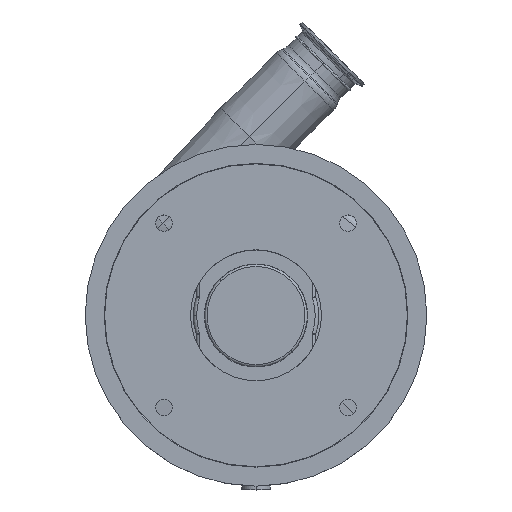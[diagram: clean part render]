
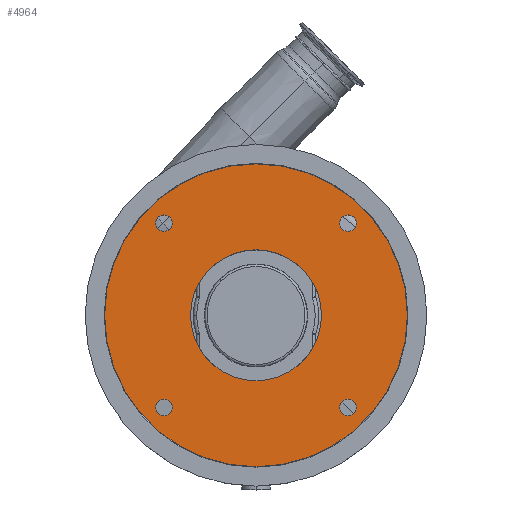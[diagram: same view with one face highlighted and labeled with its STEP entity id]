
A CAD part, top view. The second image highlights one B-rep face of the part: STEP entity #4964.
In plain terms, the highlighted planar face has unit normal (0, 0, 1).
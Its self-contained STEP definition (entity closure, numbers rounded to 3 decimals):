
#23 = EDGE_CURVE ( 'NONE', #15625, #12962, #12669, .T. ) ;
#141 = AXIS2_PLACEMENT_3D ( 'NONE', #15332, #7028, #4367 ) ;
#315 = CIRCLE ( 'NONE', #5717, 57.5 ) ;
#321 = DIRECTION ( 'NONE',  ( 0., 0., 1. ) ) ;
#364 = CARTESIAN_POINT ( 'NONE',  ( 80.822, 80.822, 189.5 ) ) ;
#423 = CIRCLE ( 'NONE', #9440, 132.95 ) ;
#519 = EDGE_CURVE ( 'NONE', #9809, #936, #8114, .T. ) ;
#670 = ORIENTED_EDGE ( 'NONE', *, *, #10365, .F. ) ;
#686 = CIRCLE ( 'NONE', #2776, 57.5 ) ;
#891 = DIRECTION ( 'NONE',  ( 1., 0., 0. ) ) ;
#921 = CIRCLE ( 'NONE', #5544, 7.25 ) ;
#936 = VERTEX_POINT ( 'NONE', #1075 ) ;
#1075 = CARTESIAN_POINT ( 'NONE',  ( 73.572, -80.822, 189.5 ) ) ;
#1412 = DIRECTION ( 'NONE',  ( 1., 0., 0. ) ) ;
#1547 = CARTESIAN_POINT ( 'NONE',  ( 80.822, 80.822, 189.5 ) ) ;
#1568 = CIRCLE ( 'NONE', #3643, 7.25 ) ;
#2273 = ORIENTED_EDGE ( 'NONE', *, *, #3279, .F. ) ;
#2309 = VERTEX_POINT ( 'NONE', #5163 ) ;
#2680 = AXIS2_PLACEMENT_3D ( 'NONE', #14374, #4979, #14453 ) ;
#2776 = AXIS2_PLACEMENT_3D ( 'NONE', #13534, #12424, #1412 ) ;
#2814 = DIRECTION ( 'NONE',  ( 1., 0., 0. ) ) ;
#2936 = FACE_BOUND ( 'NONE', #6631, .T. ) ;
#3155 = DIRECTION ( 'NONE',  ( 0., 0., 1. ) ) ;
#3161 = DIRECTION ( 'NONE',  ( 1., 0., 0. ) ) ;
#3223 = ORIENTED_EDGE ( 'NONE', *, *, #6317, .T. ) ;
#3241 = VERTEX_POINT ( 'NONE', #12948 ) ;
#3265 = CARTESIAN_POINT ( 'NONE',  ( 0., 0., 189.5 ) ) ;
#3270 = DIRECTION ( 'NONE',  ( 1., 0., 0. ) ) ;
#3279 = EDGE_CURVE ( 'NONE', #4902, #2309, #8593, .T. ) ;
#3363 = DIRECTION ( 'NONE',  ( 1., 0., 0. ) ) ;
#3386 = AXIS2_PLACEMENT_3D ( 'NONE', #7017, #3155, #891 ) ;
#3495 = ORIENTED_EDGE ( 'NONE', *, *, #14507, .F. ) ;
#3643 = AXIS2_PLACEMENT_3D ( 'NONE', #15465, #15227, #9175 ) ;
#3816 = EDGE_CURVE ( 'NONE', #2309, #4902, #1568, .T. ) ;
#4137 = CIRCLE ( 'NONE', #3386, 7.25 ) ;
#4367 = DIRECTION ( 'NONE',  ( 1., 0., 0. ) ) ;
#4462 = CARTESIAN_POINT ( 'NONE',  ( 0., 0., 189.5 ) ) ;
#4649 = CARTESIAN_POINT ( 'NONE',  ( 132.95, 0., 189.5 ) ) ;
#4757 = AXIS2_PLACEMENT_3D ( 'NONE', #3265, #9364, #11681 ) ;
#4902 = VERTEX_POINT ( 'NONE', #9500 ) ;
#4964 = ADVANCED_FACE ( 'NONE', ( #11845, #2936, #11512, #10542, #6954, #6785 ), #12800, .T. ) ;
#4979 = DIRECTION ( 'NONE',  ( 0., 0., 1. ) ) ;
#5008 = AXIS2_PLACEMENT_3D ( 'NONE', #13476, #6015, #15862 ) ;
#5081 = CARTESIAN_POINT ( 'NONE',  ( 0., 0., 189.5 ) ) ;
#5163 = CARTESIAN_POINT ( 'NONE',  ( -73.572, -80.822, 189.5 ) ) ;
#5407 = EDGE_CURVE ( 'NONE', #12962, #15625, #921, .T. ) ;
#5500 = EDGE_CURVE ( 'NONE', #3241, #9952, #5559, .T. ) ;
#5520 = EDGE_LOOP ( 'NONE', ( #8626, #3223 ) ) ;
#5544 = AXIS2_PLACEMENT_3D ( 'NONE', #364, #10329, #2814 ) ;
#5559 = CIRCLE ( 'NONE', #7639, 7.25 ) ;
#5717 = AXIS2_PLACEMENT_3D ( 'NONE', #12674, #7727, #15210 ) ;
#5779 = EDGE_CURVE ( 'NONE', #9623, #12613, #686, .T. ) ;
#5796 = CIRCLE ( 'NONE', #141, 7.25 ) ;
#6015 = DIRECTION ( 'NONE',  ( 0., 0., 1. ) ) ;
#6028 = EDGE_LOOP ( 'NONE', ( #15608, #670 ) ) ;
#6317 = EDGE_CURVE ( 'NONE', #8402, #12544, #14013, .T. ) ;
#6631 = EDGE_LOOP ( 'NONE', ( #11171, #3495 ) ) ;
#6785 = FACE_BOUND ( 'NONE', #6028, .T. ) ;
#6954 = FACE_BOUND ( 'NONE', #12455, .T. ) ;
#7017 = CARTESIAN_POINT ( 'NONE',  ( 80.822, -80.822, 189.5 ) ) ;
#7028 = DIRECTION ( 'NONE',  ( 0., 0., 1. ) ) ;
#7315 = EDGE_LOOP ( 'NONE', ( #11534, #15765 ) ) ;
#7639 = AXIS2_PLACEMENT_3D ( 'NONE', #9072, #14321, #3363 ) ;
#7727 = DIRECTION ( 'NONE',  ( 0., 0., 1. ) ) ;
#8114 = CIRCLE ( 'NONE', #5008, 7.25 ) ;
#8238 = CARTESIAN_POINT ( 'NONE',  ( -132.95, 0., 189.5 ) ) ;
#8275 = CARTESIAN_POINT ( 'NONE',  ( -57.5, 0., 189.5 ) ) ;
#8402 = VERTEX_POINT ( 'NONE', #8238 ) ;
#8593 = CIRCLE ( 'NONE', #2680, 7.25 ) ;
#8626 = ORIENTED_EDGE ( 'NONE', *, *, #15386, .T. ) ;
#8775 = EDGE_CURVE ( 'NONE', #936, #9809, #4137, .T. ) ;
#9072 = CARTESIAN_POINT ( 'NONE',  ( -80.822, 80.822, 189.5 ) ) ;
#9175 = DIRECTION ( 'NONE',  ( 1., 0., 0. ) ) ;
#9208 = DIRECTION ( 'NONE',  ( 0., 0., 1. ) ) ;
#9364 = DIRECTION ( 'NONE',  ( 0., 0., 1. ) ) ;
#9440 = AXIS2_PLACEMENT_3D ( 'NONE', #4462, #9208, #3270 ) ;
#9500 = CARTESIAN_POINT ( 'NONE',  ( -88.072, -80.822, 189.5 ) ) ;
#9623 = VERTEX_POINT ( 'NONE', #11342 ) ;
#9809 = VERTEX_POINT ( 'NONE', #10781 ) ;
#9859 = AXIS2_PLACEMENT_3D ( 'NONE', #1547, #15324, #3161 ) ;
#9952 = VERTEX_POINT ( 'NONE', #15740 ) ;
#10329 = DIRECTION ( 'NONE',  ( 0., 0., 1. ) ) ;
#10365 = EDGE_CURVE ( 'NONE', #12613, #9623, #315, .T. ) ;
#10542 = FACE_BOUND ( 'NONE', #7315, .T. ) ;
#10781 = CARTESIAN_POINT ( 'NONE',  ( 88.072, -80.822, 189.5 ) ) ;
#10966 = AXIS2_PLACEMENT_3D ( 'NONE', #5081, #321, #12911 ) ;
#11171 = ORIENTED_EDGE ( 'NONE', *, *, #5500, .F. ) ;
#11342 = CARTESIAN_POINT ( 'NONE',  ( 57.5, 0., 189.5 ) ) ;
#11512 = FACE_BOUND ( 'NONE', #12149, .T. ) ;
#11534 = ORIENTED_EDGE ( 'NONE', *, *, #519, .F. ) ;
#11681 = DIRECTION ( 'NONE',  ( 1., 0., 0. ) ) ;
#11845 = FACE_OUTER_BOUND ( 'NONE', #5520, .T. ) ;
#12149 = EDGE_LOOP ( 'NONE', ( #14487, #2273 ) ) ;
#12424 = DIRECTION ( 'NONE',  ( 0., 0., 1. ) ) ;
#12455 = EDGE_LOOP ( 'NONE', ( #13339, #14437 ) ) ;
#12544 = VERTEX_POINT ( 'NONE', #4649 ) ;
#12613 = VERTEX_POINT ( 'NONE', #8275 ) ;
#12669 = CIRCLE ( 'NONE', #9859, 7.25 ) ;
#12674 = CARTESIAN_POINT ( 'NONE',  ( 0., 0., 189.5 ) ) ;
#12800 = PLANE ( 'NONE',  #4757 ) ;
#12911 = DIRECTION ( 'NONE',  ( 1., 0., 0. ) ) ;
#12948 = CARTESIAN_POINT ( 'NONE',  ( -73.572, 80.822, 189.5 ) ) ;
#12962 = VERTEX_POINT ( 'NONE', #13531 ) ;
#13339 = ORIENTED_EDGE ( 'NONE', *, *, #5407, .F. ) ;
#13423 = CARTESIAN_POINT ( 'NONE',  ( 73.572, 80.822, 189.5 ) ) ;
#13476 = CARTESIAN_POINT ( 'NONE',  ( 80.822, -80.822, 189.5 ) ) ;
#13531 = CARTESIAN_POINT ( 'NONE',  ( 88.072, 80.822, 189.5 ) ) ;
#13534 = CARTESIAN_POINT ( 'NONE',  ( 0., 0., 189.5 ) ) ;
#14013 = CIRCLE ( 'NONE', #10966, 132.95 ) ;
#14321 = DIRECTION ( 'NONE',  ( 0., 0., 1. ) ) ;
#14374 = CARTESIAN_POINT ( 'NONE',  ( -80.822, -80.822, 189.5 ) ) ;
#14437 = ORIENTED_EDGE ( 'NONE', *, *, #23, .F. ) ;
#14453 = DIRECTION ( 'NONE',  ( 1., 0., 0. ) ) ;
#14487 = ORIENTED_EDGE ( 'NONE', *, *, #3816, .F. ) ;
#14507 = EDGE_CURVE ( 'NONE', #9952, #3241, #5796, .T. ) ;
#15210 = DIRECTION ( 'NONE',  ( 1., 0., 0. ) ) ;
#15227 = DIRECTION ( 'NONE',  ( 0., 0., 1. ) ) ;
#15324 = DIRECTION ( 'NONE',  ( 0., 0., 1. ) ) ;
#15332 = CARTESIAN_POINT ( 'NONE',  ( -80.822, 80.822, 189.5 ) ) ;
#15386 = EDGE_CURVE ( 'NONE', #12544, #8402, #423, .T. ) ;
#15465 = CARTESIAN_POINT ( 'NONE',  ( -80.822, -80.822, 189.5 ) ) ;
#15608 = ORIENTED_EDGE ( 'NONE', *, *, #5779, .F. ) ;
#15625 = VERTEX_POINT ( 'NONE', #13423 ) ;
#15740 = CARTESIAN_POINT ( 'NONE',  ( -88.072, 80.822, 189.5 ) ) ;
#15765 = ORIENTED_EDGE ( 'NONE', *, *, #8775, .F. ) ;
#15862 = DIRECTION ( 'NONE',  ( 1., 0., 0. ) ) ;
